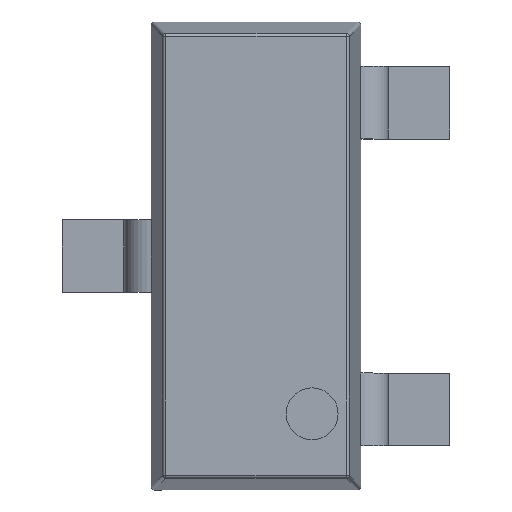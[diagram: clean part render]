
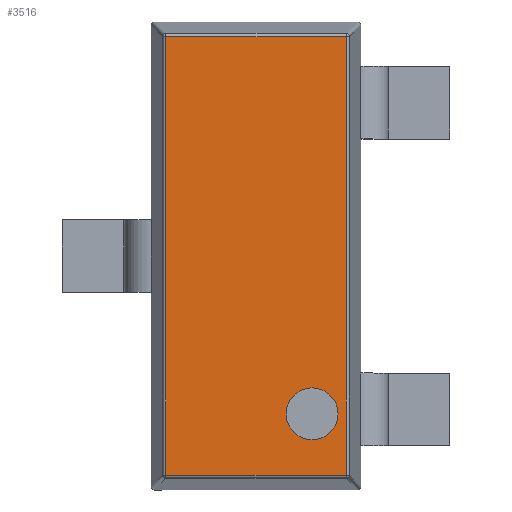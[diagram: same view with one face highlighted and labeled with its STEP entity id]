
A CAD part, top view. The second image highlights one B-rep face of the part: STEP entity #3516.
In plain terms, the highlighted planar face has unit normal (0, 0, 1).
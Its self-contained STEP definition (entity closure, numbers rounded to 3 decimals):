
#96 = CIRCLE ( 'NONE', #3618, 0.161 ) ;
#251 = CARTESIAN_POINT ( 'NONE',  ( 0.347, -1.141, 0.6 ) ) ;
#434 = ORIENTED_EDGE ( 'NONE', *, *, #1909, .T. ) ;
#644 = CARTESIAN_POINT ( 'NONE',  ( -0.559, -1.359, 0.6 ) ) ;
#769 = DIRECTION ( 'NONE',  ( 0., 1., 0. ) ) ;
#779 = VERTEX_POINT ( 'NONE', #5013 ) ;
#790 = CARTESIAN_POINT ( 'NONE',  ( 0.559, -1.359, 0.6 ) ) ;
#881 = VECTOR ( 'NONE', #2857, 1000. ) ;
#1202 = CARTESIAN_POINT ( 'NONE',  ( -0.559, 1.359, 0.6 ) ) ;
#1237 = CARTESIAN_POINT ( 'NONE',  ( 0.347, -0.98, 0.6 ) ) ;
#1289 = ORIENTED_EDGE ( 'NONE', *, *, #1590, .F. ) ;
#1325 = FACE_BOUND ( 'NONE', #5547, .T. ) ;
#1351 = VECTOR ( 'NONE', #2730, 1000. ) ;
#1460 = LINE ( 'NONE', #4864, #881 ) ;
#1564 = ORIENTED_EDGE ( 'NONE', *, *, #4571, .T. ) ;
#1590 = EDGE_CURVE ( 'NONE', #5836, #2111, #96, .T. ) ;
#1716 = DIRECTION ( 'NONE',  ( 1., 0., 0. ) ) ;
#1909 = EDGE_CURVE ( 'NONE', #5213, #5765, #4211, .T. ) ;
#2111 = VERTEX_POINT ( 'NONE', #251 ) ;
#2192 = DIRECTION ( 'NONE',  ( 0., 0., 1. ) ) ;
#2300 = VECTOR ( 'NONE', #1716, 1000. ) ;
#2628 = DIRECTION ( 'NONE',  ( 0., 0., 1. ) ) ;
#2730 = DIRECTION ( 'NONE',  ( 0., -1., 0. ) ) ;
#2857 = DIRECTION ( 'NONE',  ( 0., 1., 0. ) ) ;
#3079 = AXIS2_PLACEMENT_3D ( 'NONE', #6048, #2628, #769 ) ;
#3197 = FACE_OUTER_BOUND ( 'NONE', #6033, .T. ) ;
#3243 = EDGE_CURVE ( 'NONE', #5765, #5270, #4998, .T. ) ;
#3323 = PLANE ( 'NONE',  #4543 ) ;
#3403 = EDGE_CURVE ( 'NONE', #779, #5213, #4539, .T. ) ;
#3516 = ADVANCED_FACE ( 'NONE', ( #3197, #1325 ), #3323, .T. ) ;
#3607 = DIRECTION ( 'NONE',  ( -1., 0., 0. ) ) ;
#3618 = AXIS2_PLACEMENT_3D ( 'NONE', #1237, #2192, #5091 ) ;
#3713 = VECTOR ( 'NONE', #3607, 1000. ) ;
#4188 = DIRECTION ( 'NONE',  ( 0., 0., 1. ) ) ;
#4211 = LINE ( 'NONE', #4622, #1351 ) ;
#4345 = ORIENTED_EDGE ( 'NONE', *, *, #5030, .F. ) ;
#4539 = LINE ( 'NONE', #5495, #3713 ) ;
#4543 = AXIS2_PLACEMENT_3D ( 'NONE', #6125, #4188, #5115 ) ;
#4571 = EDGE_CURVE ( 'NONE', #5270, #779, #1460, .T. ) ;
#4622 = CARTESIAN_POINT ( 'NONE',  ( -0.559, -1.376, 0.6 ) ) ;
#4864 = CARTESIAN_POINT ( 'NONE',  ( 0.559, 1.376, 0.6 ) ) ;
#4998 = LINE ( 'NONE', #5089, #2300 ) ;
#5013 = CARTESIAN_POINT ( 'NONE',  ( 0.559, 1.359, 0.6 ) ) ;
#5030 = EDGE_CURVE ( 'NONE', #2111, #5836, #5781, .T. ) ;
#5089 = CARTESIAN_POINT ( 'NONE',  ( 0.576, -1.359, 0.6 ) ) ;
#5091 = DIRECTION ( 'NONE',  ( 0., 1., 0. ) ) ;
#5115 = DIRECTION ( 'NONE',  ( 0., 1., 0. ) ) ;
#5213 = VERTEX_POINT ( 'NONE', #1202 ) ;
#5241 = ORIENTED_EDGE ( 'NONE', *, *, #3403, .T. ) ;
#5270 = VERTEX_POINT ( 'NONE', #790 ) ;
#5495 = CARTESIAN_POINT ( 'NONE',  ( -0.576, 1.359, 0.6 ) ) ;
#5547 = EDGE_LOOP ( 'NONE', ( #1289, #4345 ) ) ;
#5702 = ORIENTED_EDGE ( 'NONE', *, *, #3243, .T. ) ;
#5765 = VERTEX_POINT ( 'NONE', #644 ) ;
#5781 = CIRCLE ( 'NONE', #3079, 0.161 ) ;
#5836 = VERTEX_POINT ( 'NONE', #6077 ) ;
#6033 = EDGE_LOOP ( 'NONE', ( #1564, #5241, #434, #5702 ) ) ;
#6048 = CARTESIAN_POINT ( 'NONE',  ( 0.347, -0.98, 0.6 ) ) ;
#6077 = CARTESIAN_POINT ( 'NONE',  ( 0.347, -0.818, 0.6 ) ) ;
#6125 = CARTESIAN_POINT ( 'NONE',  ( 0., 0., 0.6 ) ) ;
